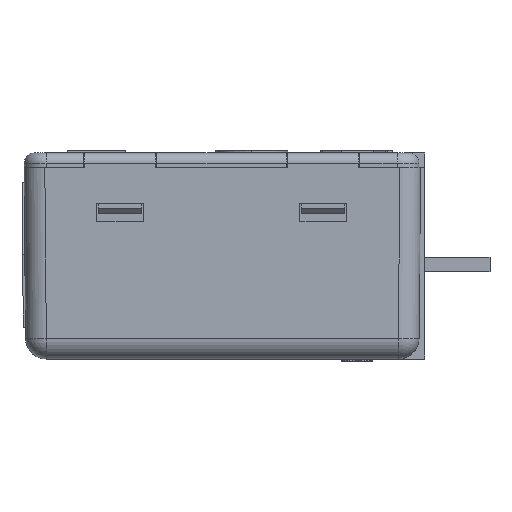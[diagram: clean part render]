
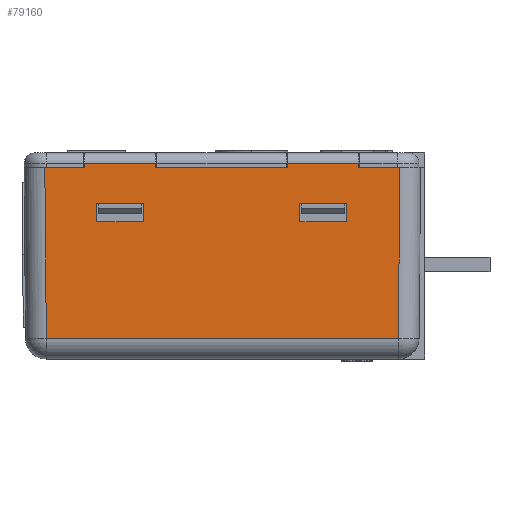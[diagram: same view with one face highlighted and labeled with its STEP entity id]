
A CAD part, front view. The second image highlights one B-rep face of the part: STEP entity #79160.
In plain terms, the highlighted face is planar.
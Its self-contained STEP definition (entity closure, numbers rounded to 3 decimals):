
#13750=CARTESIAN_POINT('',(-18.279,-8.6,10.75));
#13760=VERTEX_POINT('',#13750);
#13790=CARTESIAN_POINT('',(-18.185,-8.6,0.));
#13800=DIRECTION('',(0.009,0.,
-1.));
#13810=VECTOR('',#13800,1.);
#13820=LINE('',#13790,#13810);
#13830=CARTESIAN_POINT('',(-18.267,-8.6,9.45));
#13840=VERTEX_POINT('',#13830);
#13850=EDGE_CURVE('',#13760,#13840,#13820,.T.);
#14150=CARTESIAN_POINT('',(-18.279,5.4,10.75));
#14160=VERTEX_POINT('',#14150);
#14190=CARTESIAN_POINT('',(-18.185,5.4,0.));
#14200=DIRECTION('',(0.009,0.,-1.));
#14210=VECTOR('',#14200,1.);
#14220=LINE('',#14190,#14210);
#14230=CARTESIAN_POINT('',(-18.267,5.4,9.45));
#14240=VERTEX_POINT('',#14230);
#14250=EDGE_CURVE('',#14160,#14240,#14220,.T.);
#27510=CARTESIAN_POINT('',(-18.3,4.55,13.2));
#27520=VERTEX_POINT('',#27510);
#27550=CARTESIAN_POINT('',(-18.185,4.55,0.));
#27560=DIRECTION('',(0.009,0.,-1.));
#27570=VECTOR('',#27560,1.);
#27580=LINE('',#27550,#27570);
#27590=CARTESIAN_POINT('',(-18.303,4.55,13.494));
#27600=VERTEX_POINT('',#27590);
#27610=EDGE_CURVE('',#27600,#27520,#27580,.T.);
#30430=CARTESIAN_POINT('',(-18.267,8.6,9.45));
#30440=VERTEX_POINT('',#30430);
#30470=CARTESIAN_POINT('',(-18.185,8.6,0.));
#30480=DIRECTION('',(-0.009,0.,1.));
#30490=VECTOR('',#30480,1.);
#30500=LINE('',#30470,#30490);
#30510=CARTESIAN_POINT('',(-18.279,8.6,10.75));
#30520=VERTEX_POINT('',#30510);
#30530=EDGE_CURVE('',#30440,#30520,#30500,.T.);
#31400=CARTESIAN_POINT('',(-18.267,0.,9.45));
#31410=DIRECTION('',(0.,1.,0.));
#31420=VECTOR('',#31410,1.);
#31430=LINE('',#31400,#31420);
#31440=CARTESIAN_POINT('',(-18.267,-5.4,9.45));
#31450=VERTEX_POINT('',#31440);
#31460=EDGE_CURVE('',#13840,#31450,#31430,.T.);
#32020=CARTESIAN_POINT('',(-18.279,0.,10.75));
#32030=DIRECTION('',(0.,-1.,0.));
#32040=VECTOR('',#32030,1.);
#32050=LINE('',#32020,#32040);
#32060=EDGE_CURVE('',#30520,#14160,#32050,.T.);
#32540=CARTESIAN_POINT('',(-18.3,-9.45,13.2));
#32550=VERTEX_POINT('',#32540);
#32580=CARTESIAN_POINT('',(-18.185,-9.45,0.));
#32590=DIRECTION('',(0.009,0.,-1.));
#32600=VECTOR('',#32590,1.);
#32610=LINE('',#32580,#32600);
#32620=CARTESIAN_POINT('',(-18.303,-9.45,13.494));
#32630=VERTEX_POINT('',#32620);
#32640=EDGE_CURVE('',#32630,#32550,#32610,.T.);
#52810=CARTESIAN_POINT('',(-18.197,12.082,
1.418));
#52820=VERTEX_POINT('',#52810);
#53240=CARTESIAN_POINT('',(-18.197,0.,1.418));
#53250=DIRECTION('',(0.,1.,0.));
#53260=VECTOR('',#53250,1.);
#53270=LINE('',#53240,#53260);
#53280=CARTESIAN_POINT('',(-18.197,-12.182,
1.418));
#53290=VERTEX_POINT('',#53280);
#53300=EDGE_CURVE('',#53290,#52820,#53270,.T.);
#54310=CARTESIAN_POINT('',(-18.185,-12.17,
-0.012));
#54320=DIRECTION('',(0.009,0.009,
-1.));
#54330=VECTOR('',#54320,1.);
#54340=LINE('',#54310,#54330);
#54350=CARTESIAN_POINT('',(-18.3,-12.285,13.2));
#54360=VERTEX_POINT('',#54350);
#54370=EDGE_CURVE('',#54360,#53290,#54340,.T.);
#57420=CARTESIAN_POINT('',(-18.3,-4.55,13.2));
#57430=VERTEX_POINT('',#57420);
#57460=CARTESIAN_POINT('',(-18.3,0.,13.2));
#57470=DIRECTION('',(0.,-1.,0.));
#57480=VECTOR('',#57470,1.);
#57490=LINE('',#57460,#57480);
#57500=EDGE_CURVE('',#27520,#57430,#57490,.T.);
#57580=CARTESIAN_POINT('',(-18.3,9.45,13.2));
#57590=VERTEX_POINT('',#57580);
#57620=CARTESIAN_POINT('',(-18.3,0.,13.2));
#57630=DIRECTION('',(0.,-1.,0.));
#57640=VECTOR('',#57630,1.);
#57650=LINE('',#57620,#57640);
#57660=CARTESIAN_POINT('',(-18.3,12.185,13.2));
#57670=VERTEX_POINT('',#57660);
#57680=EDGE_CURVE('',#57670,#57590,#57650,.T.);
#59120=CARTESIAN_POINT('',(-18.3,0.,13.2));
#59130=DIRECTION('',(0.,-1.,0.));
#59140=VECTOR('',#59130,1.);
#59150=LINE('',#59120,#59140);
#59160=EDGE_CURVE('',#32550,#54360,#59150,.T.);
#60220=CARTESIAN_POINT('',(-18.303,9.45,13.494));
#60230=VERTEX_POINT('',#60220);
#60260=CARTESIAN_POINT('',(-18.185,9.45,0.));
#60270=DIRECTION('',(-0.009,0.,1.));
#60280=VECTOR('',#60270,1.);
#60290=LINE('',#60260,#60280);
#60300=EDGE_CURVE('',#57590,#60230,#60290,.T.);
#75530=CARTESIAN_POINT('',(-18.185,-5.4,0.));
#75540=DIRECTION('',(-0.009,0.,
1.));
#75550=VECTOR('',#75540,1.);
#75560=LINE('',#75530,#75550);
#75570=CARTESIAN_POINT('',(-18.279,-5.4,10.75));
#75580=VERTEX_POINT('',#75570);
#75590=EDGE_CURVE('',#31450,#75580,#75560,.T.);
#78530=CARTESIAN_POINT('',(-18.3,4.715,
13.199));
#78540=DIRECTION('',(-1.,0.,-0.009));
#78550=DIRECTION('',(0.,1.,0.));
#78560=AXIS2_PLACEMENT_3D('',#78530,#78540,#78550);
#78570=PLANE('',#78560);
#78580=ORIENTED_EDGE('',*,*,#53300,.F.);
#78590=CARTESIAN_POINT('',(-18.185,12.07,
-0.012));
#78600=DIRECTION('',(-0.009,0.009,
1.));
#78610=VECTOR('',#78600,1.);
#78620=LINE('',#78590,#78610);
#78630=EDGE_CURVE('',#52820,#57670,#78620,.T.);
#78640=ORIENTED_EDGE('',*,*,#78630,.F.);
#78650=ORIENTED_EDGE('',*,*,#57680,.F.);
#78660=ORIENTED_EDGE('',*,*,#60300,.F.);
#78670=CARTESIAN_POINT('',(-18.303,0.,13.494));
#78680=DIRECTION('',(0.,-1.,0.));
#78690=VECTOR('',#78680,1.);
#78700=LINE('',#78670,#78690);
#78710=EDGE_CURVE('',#60230,#27600,#78700,.T.);
#78720=ORIENTED_EDGE('',*,*,#78710,.F.);
#78730=ORIENTED_EDGE('',*,*,#27610,.F.);
#78740=ORIENTED_EDGE('',*,*,#57500,.F.);
#78750=CARTESIAN_POINT('',(-18.185,-4.55,0.));
#78760=DIRECTION('',(-0.009,0.,1.));
#78770=VECTOR('',#78760,1.);
#78780=LINE('',#78750,#78770);
#78790=CARTESIAN_POINT('',(-18.303,-4.55,13.494));
#78800=VERTEX_POINT('',#78790);
#78810=EDGE_CURVE('',#57430,#78800,#78780,.T.);
#78820=ORIENTED_EDGE('',*,*,#78810,.F.);
#78830=CARTESIAN_POINT('',(-18.303,0.,13.494));
#78840=DIRECTION('',(0.,-1.,0.));
#78850=VECTOR('',#78840,1.);
#78860=LINE('',#78830,#78850);
#78870=EDGE_CURVE('',#78800,#32630,#78860,.T.);
#78880=ORIENTED_EDGE('',*,*,#78870,.F.);
#78890=ORIENTED_EDGE('',*,*,#32640,.F.);
#78900=ORIENTED_EDGE('',*,*,#59160,.F.);
#78910=ORIENTED_EDGE('',*,*,#54370,.F.);
#78920=EDGE_LOOP('',(#78910,#78900,#78890,#78880,#78820,#78740,#78730,
#78720,#78660,#78650,#78640,#78580));
#78930=FACE_OUTER_BOUND('',#78920,.T.);
#78940=CARTESIAN_POINT('',(-18.279,0.,10.75));
#78950=DIRECTION('',(0.,-1.,0.));
#78960=VECTOR('',#78950,1.);
#78970=LINE('',#78940,#78960);
#78980=EDGE_CURVE('',#75580,#13760,#78970,.T.);
#78990=ORIENTED_EDGE('',*,*,#78980,.T.);
#79000=ORIENTED_EDGE('',*,*,#75590,.T.);
#79010=ORIENTED_EDGE('',*,*,#31460,.T.);
#79020=ORIENTED_EDGE('',*,*,#13850,.T.);
#79030=EDGE_LOOP('',(#79020,#79010,#79000,#78990));
#79040=FACE_BOUND('',#79030,.T.);
#79050=ORIENTED_EDGE('',*,*,#32060,.T.);
#79060=ORIENTED_EDGE('',*,*,#30530,.T.);
#79070=CARTESIAN_POINT('',(-18.267,0.,9.45));
#79080=DIRECTION('',(0.,1.,0.));
#79090=VECTOR('',#79080,1.);
#79100=LINE('',#79070,#79090);
#79110=EDGE_CURVE('',#14240,#30440,#79100,.T.);
#79120=ORIENTED_EDGE('',*,*,#79110,.T.);
#79130=ORIENTED_EDGE('',*,*,#14250,.T.);
#79140=EDGE_LOOP('',(#79130,#79120,#79060,#79050));
#79150=FACE_BOUND('',#79140,.T.);
#79160=ADVANCED_FACE('',(#78930,#79040,#79150),#78570,.T.);
